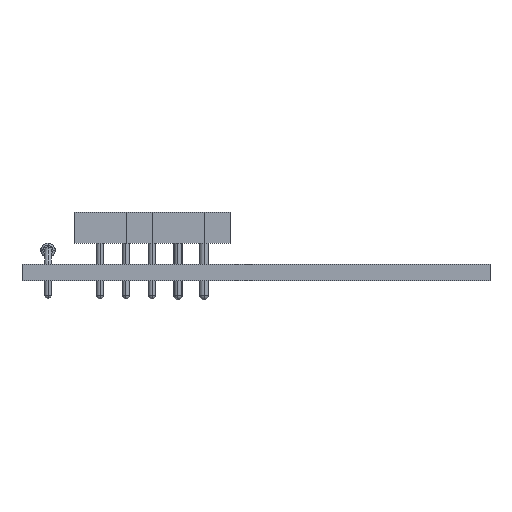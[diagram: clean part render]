
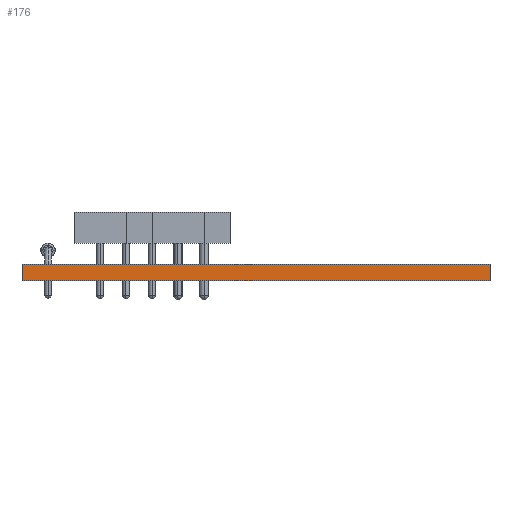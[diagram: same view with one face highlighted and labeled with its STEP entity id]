
A CAD part, front view. The second image highlights one B-rep face of the part: STEP entity #176.
In plain terms, the highlighted planar face has unit normal (0, -1, 0).
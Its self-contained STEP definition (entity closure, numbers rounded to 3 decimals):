
#118 = EDGE_CURVE('',#119,#121,#123,.T.);
#119 = VERTEX_POINT('',#120);
#120 = CARTESIAN_POINT('',(-12.5,-20.,-0.803));
#121 = VERTEX_POINT('',#122);
#122 = CARTESIAN_POINT('',(-12.5,-20.,0.803));
#123 = LINE('',#124,#125);
#124 = CARTESIAN_POINT('',(-12.5,-20.,-0.803));
#125 = VECTOR('',#126,1.);
#126 = DIRECTION('',(0.,0.,1.));
#151 = VERTEX_POINT('',#152);
#152 = CARTESIAN_POINT('',(-57.5,-20.,0.803));
#158 = EDGE_CURVE('',#159,#151,#161,.T.);
#159 = VERTEX_POINT('',#160);
#160 = CARTESIAN_POINT('',(-57.5,-20.,-0.803));
#161 = LINE('',#162,#163);
#162 = CARTESIAN_POINT('',(-57.5,-20.,-0.803));
#163 = VECTOR('',#164,1.);
#164 = DIRECTION('',(0.,0.,1.));
#176 = ADVANCED_FACE('',(#177),#193,.F.);
#177 = FACE_BOUND('',#178,.F.);
#178 = EDGE_LOOP('',(#179,#180,#186,#187));
#179 = ORIENTED_EDGE('',*,*,#158,.T.);
#180 = ORIENTED_EDGE('',*,*,#181,.T.);
#181 = EDGE_CURVE('',#151,#121,#182,.T.);
#182 = LINE('',#183,#184);
#183 = CARTESIAN_POINT('',(-57.5,-20.,0.803));
#184 = VECTOR('',#185,1.);
#185 = DIRECTION('',(1.,0.,0.));
#186 = ORIENTED_EDGE('',*,*,#118,.F.);
#187 = ORIENTED_EDGE('',*,*,#188,.F.);
#188 = EDGE_CURVE('',#159,#119,#189,.T.);
#189 = LINE('',#190,#191);
#190 = CARTESIAN_POINT('',(-57.5,-20.,-0.803));
#191 = VECTOR('',#192,1.);
#192 = DIRECTION('',(1.,0.,0.));
#193 = PLANE('',#194);
#194 = AXIS2_PLACEMENT_3D('',#195,#196,#197);
#195 = CARTESIAN_POINT('',(-57.5,-20.,-0.803));
#196 = DIRECTION('',(0.,1.,0.));
#197 = DIRECTION('',(1.,0.,0.));
